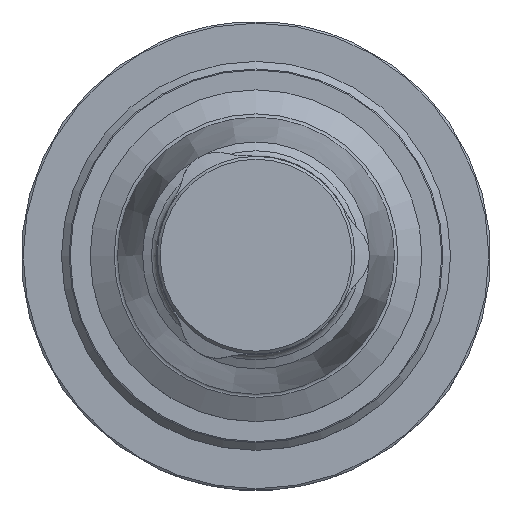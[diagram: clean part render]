
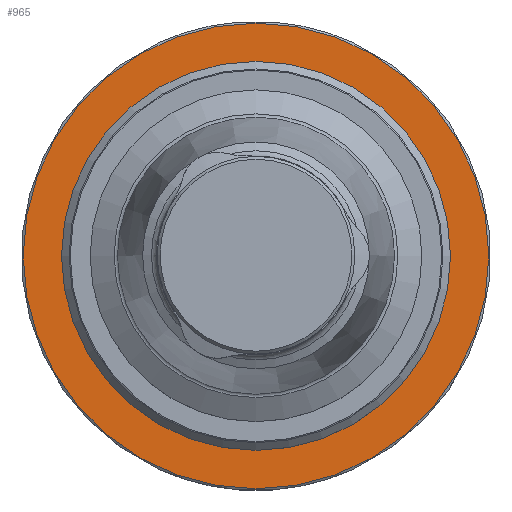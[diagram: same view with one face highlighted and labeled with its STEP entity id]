
A CAD part, top view. The second image highlights one B-rep face of the part: STEP entity #965.
In plain terms, the highlighted planar face has unit normal (0, 0, 1).
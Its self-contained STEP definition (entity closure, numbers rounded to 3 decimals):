
#44=PLANE('',#1079);
#90=CIRCLE('',#1078,33.65);
#91=CIRCLE('',#1080,40.7);
#316=ORIENTED_EDGE('',*,*,#511,.T.);
#317=ORIENTED_EDGE('',*,*,#512,.F.);
#511=EDGE_CURVE('',#627,#627,#90,.T.);
#512=EDGE_CURVE('',#628,#628,#91,.T.);
#627=VERTEX_POINT('',#1711);
#628=VERTEX_POINT('',#1714);
#770=EDGE_LOOP('',(#316));
#771=EDGE_LOOP('',(#317));
#865=FACE_BOUND('',#770,.T.);
#866=FACE_BOUND('',#771,.T.);
#965=ADVANCED_FACE('',(#865,#866),#44,.F.);
#1078=AXIS2_PLACEMENT_3D('',#1710,#1290,#1291);
#1079=AXIS2_PLACEMENT_3D('',#1712,#1292,#1293);
#1080=AXIS2_PLACEMENT_3D('',#1713,#1294,#1295);
#1290=DIRECTION('',(0.,0.,-1.));
#1291=DIRECTION('',(-1.,0.,0.));
#1292=DIRECTION('',(0.,0.,-1.));
#1293=DIRECTION('',(-1.,0.,0.));
#1294=DIRECTION('',(0.,0.,-1.));
#1295=DIRECTION('',(-1.,0.,0.));
#1710=CARTESIAN_POINT('',(0.,0.,-1.));
#1711=CARTESIAN_POINT('',(-33.65,0.,-1.));
#1712=CARTESIAN_POINT('',(-33.65,0.,-1.));
#1713=CARTESIAN_POINT('',(0.,0.,-1.));
#1714=CARTESIAN_POINT('',(-40.7,0.,-1.));
